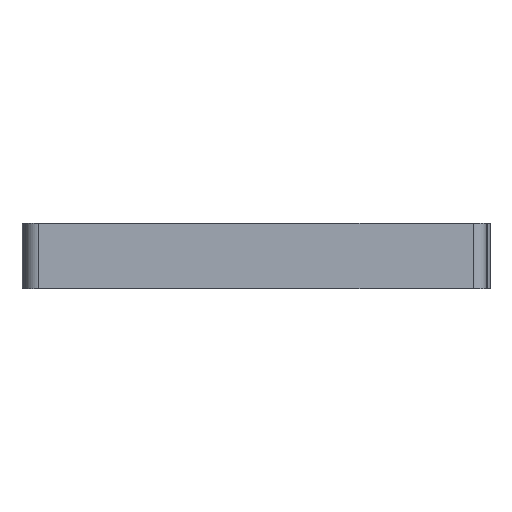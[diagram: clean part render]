
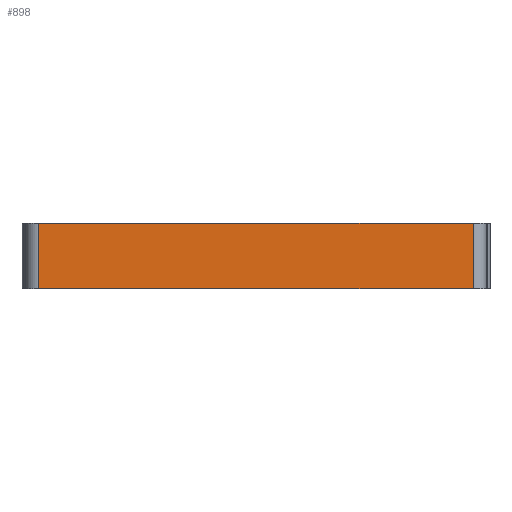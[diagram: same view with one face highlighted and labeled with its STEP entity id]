
A CAD part, front view. The second image highlights one B-rep face of the part: STEP entity #898.
In plain terms, the highlighted planar face has unit normal (0, -1, 0).
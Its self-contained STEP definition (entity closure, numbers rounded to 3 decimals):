
#37=PLANE('',#989);
#81=FACE_OUTER_BOUND('',#129,.T.);
#129=EDGE_LOOP('',(#804,#805,#806,#807));
#139=LINE('',#1275,#227);
#157=LINE('',#1353,#245);
#170=LINE('',#1393,#258);
#212=LINE('',#1504,#300);
#227=VECTOR('',#1007,2.);
#245=VECTOR('',#1069,10.);
#258=VECTOR('',#1102,10.);
#300=VECTOR('',#1212,2.);
#356=VERTEX_POINT('',#1268);
#359=VERTEX_POINT('',#1273);
#397=VERTEX_POINT('',#1351);
#408=VERTEX_POINT('',#1392);
#447=EDGE_CURVE('',#359,#356,#139,.T.);
#486=EDGE_CURVE('',#359,#397,#157,.T.);
#503=EDGE_CURVE('',#356,#408,#170,.T.);
#562=EDGE_CURVE('',#408,#397,#212,.T.);
#804=ORIENTED_EDGE('',*,*,#447,.F.);
#805=ORIENTED_EDGE('',*,*,#486,.T.);
#806=ORIENTED_EDGE('',*,*,#562,.F.);
#807=ORIENTED_EDGE('',*,*,#503,.F.);
#898=ADVANCED_FACE('',(#81),#37,.T.);
#989=AXIS2_PLACEMENT_3D('',#1523,#1242,#1243);
#1007=DIRECTION('',(0.,0.,1.));
#1069=DIRECTION('',(1.,0.,0.));
#1102=DIRECTION('',(1.,0.,0.));
#1212=DIRECTION('',(0.,0.,-1.));
#1242=DIRECTION('center_axis',(0.,-1.,0.));
#1243=DIRECTION('ref_axis',(1.,0.,0.));
#1268=CARTESIAN_POINT('',(4.097,0.,10.));
#1273=CARTESIAN_POINT('',(4.097,0.,0.));
#1275=CARTESIAN_POINT('',(4.097,0.,10.));
#1351=CARTESIAN_POINT('',(70.841,0.,0.));
#1353=CARTESIAN_POINT('',(0.,0.,0.));
#1392=CARTESIAN_POINT('',(70.841,0.,10.));
#1393=CARTESIAN_POINT('',(0.,0.,10.));
#1504=CARTESIAN_POINT('',(70.841,0.,0.));
#1523=CARTESIAN_POINT('Origin',(0.,0.,0.));
